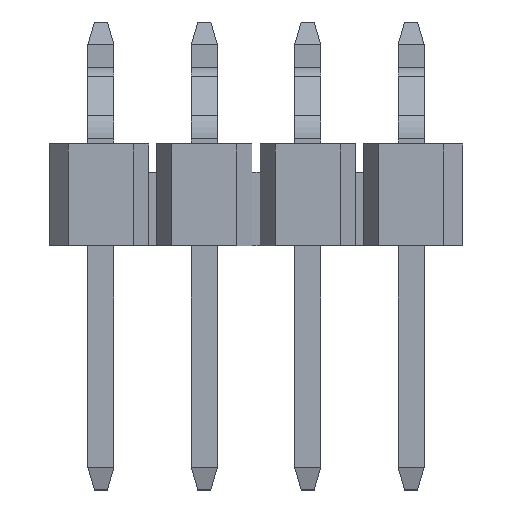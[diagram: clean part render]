
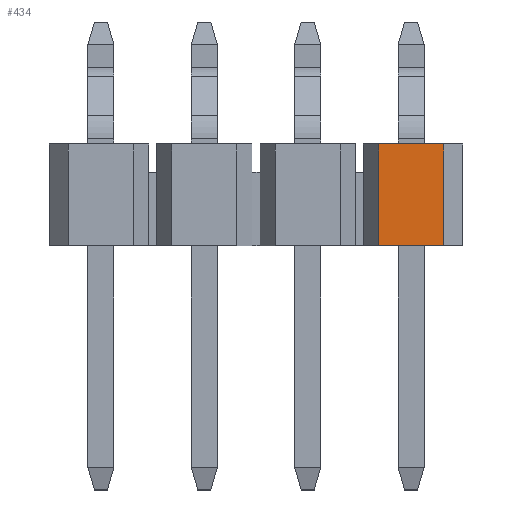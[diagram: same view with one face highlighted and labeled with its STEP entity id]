
A CAD part, top view. The second image highlights one B-rep face of the part: STEP entity #434.
In plain terms, the highlighted planar face has unit normal (0, 0, 1).
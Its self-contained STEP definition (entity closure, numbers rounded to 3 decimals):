
#434=ADVANCED_FACE('',(#891),#892,.T.);
#891=FACE_OUTER_BOUND('',#1368,.T.);
#892=PLANE('',#1369);
#1368=EDGE_LOOP('',(#2569,#2570,#2571,#2572));
#1369=AXIS2_PLACEMENT_3D('',#2573,#2574,#2575);
#2569=ORIENTED_EDGE('',*,*,#3303,.T.);
#2570=ORIENTED_EDGE('',*,*,#3304,.F.);
#2571=ORIENTED_EDGE('',*,*,#3261,.T.);
#2572=ORIENTED_EDGE('',*,*,#3301,.T.);
#2573=CARTESIAN_POINT('',(3.81,0.,1.25));
#2574=DIRECTION('',(0.0,0.,1.0));
#2575=DIRECTION('',(-1.0,0.0,0.0));
#3261=EDGE_CURVE('',#4000,#3998,#4001,.T.);
#3301=EDGE_CURVE('',#3998,#4058,#4060,.T.);
#3303=EDGE_CURVE('',#4058,#4062,#4063,.T.);
#3304=EDGE_CURVE('',#4000,#4062,#4064,.T.);
#3998=VERTEX_POINT('',#5052);
#4000=VERTEX_POINT('',#5055);
#4001=LINE('',#5056,#5057);
#4058=VERTEX_POINT('',#5142);
#4060=LINE('',#5145,#5146);
#4062=VERTEX_POINT('',#5148);
#4063=LINE('',#5149,#5150);
#4064=LINE('',#5151,#5152);
#5052=CARTESIAN_POINT('',(3.01,0.,1.25));
#5055=CARTESIAN_POINT('',(4.61,0.,1.25));
#5056=CARTESIAN_POINT('',(4.61,0.,1.25));
#5057=VECTOR('',#5653,1.0);
#5142=CARTESIAN_POINT('',(3.01,-2.5,1.25));
#5145=CARTESIAN_POINT('',(3.01,0.,1.25));
#5146=VECTOR('',#5683,1.0);
#5148=CARTESIAN_POINT('',(4.61,-2.5,1.25));
#5149=CARTESIAN_POINT('',(4.61,-2.5,1.25));
#5150=VECTOR('',#5684,1.0);
#5151=CARTESIAN_POINT('',(4.61,0.,1.25));
#5152=VECTOR('',#5685,1.0);
#5653=DIRECTION('',(-1.0,0.0,0.0));
#5683=DIRECTION('',(0.0,-1.0,0.));
#5684=DIRECTION('',(1.0,0.0,0.0));
#5685=DIRECTION('',(0.0,-1.0,0.));
